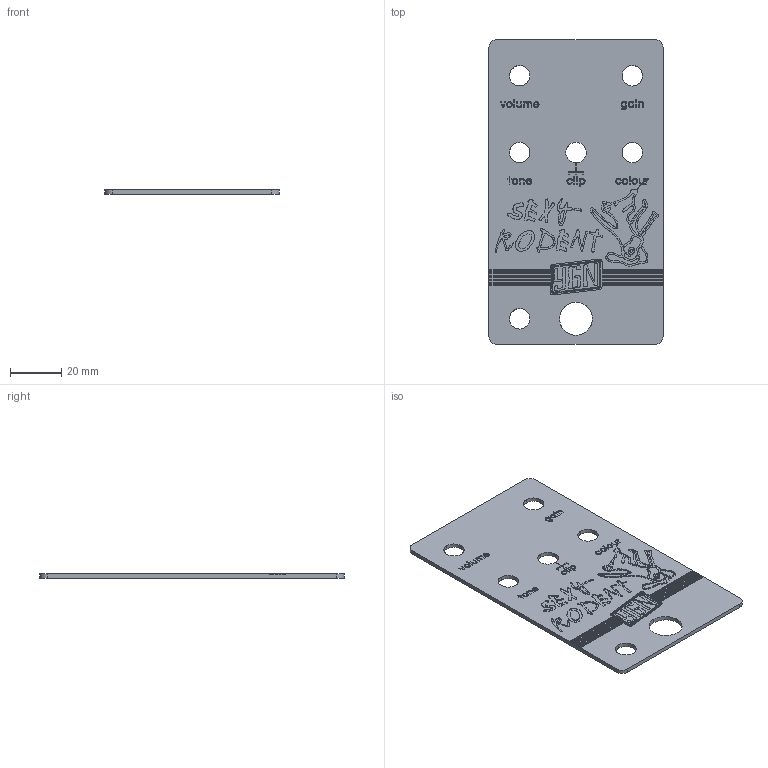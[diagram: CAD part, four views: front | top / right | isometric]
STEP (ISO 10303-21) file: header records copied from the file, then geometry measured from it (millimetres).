
FILE_DESCRIPTION(('FreeCAD Model'),'2;1');
FILE_NAME('Open CASCADE Shape Model','2023-07-12T21:06:15',(''),(''), 'Open CASCADE STEP processor 7.6','FreeCAD','Unknown');
FILE_SCHEMA(('AUTOMOTIVE_DESIGN { 1 0 10303 214 1 1 1 1 }'));
Products named in the file (1): Body
Bounding box: 68 x 119 x 1.6 mm (x, y, z)
Volume: 12114.2 mm3; surface area: 16641.6 mm2
Topology: 1 solids, 1 shells, 1633 faces, 4695 edges, 3130 vertices
Faces by surface type: extrusion 1540, plane 89, cylinder 4
Entity records: 58210 total; most frequent: CARTESIAN_POINT 21522, ORIENTED_EDGE 9390, EDGE_CURVE 4695, B_SPLINE_CURVE_WITH_KNOTS 4648, DIRECTION 3315, VERTEX_POINT 3130, VECTOR 3111, FACE_BOUND 1713
